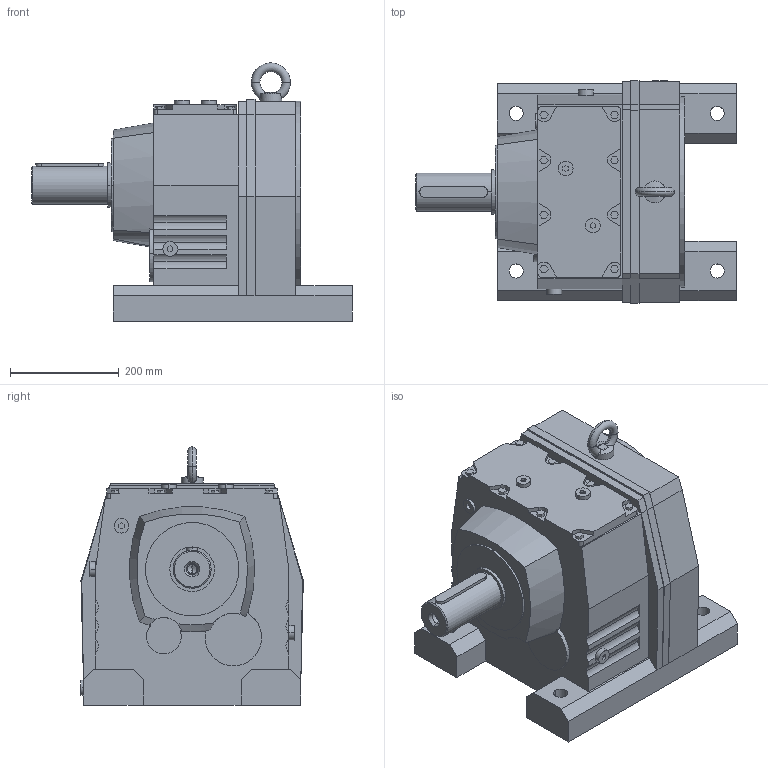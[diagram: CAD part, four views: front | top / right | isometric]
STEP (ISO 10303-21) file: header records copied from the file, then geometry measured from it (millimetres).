
FILE_DESCRIPTION(('STEP AP214'),'1');
FILE_NAME('cctmp_8D4DD569-5D54-419C-89C9-64628422827F_2021_8_24_15_31_16_397..stp','2021-08-24T13:31:16',('SEW-EURODRIVE GmbH & Co KG'),('CADClick - www.CADClick.com'),'Spatial InterOp 3D postprocessed',' ','unknown authorization');
FILE_SCHEMA(('AUTOMOTIVE_DESIGN'));
Length unit declared in the file: millimetre
Products named in the file (1): 2021_08_24__15-31-16-397
Bounding box: 590 x 409.5 x 475 mm (x, y, z)
Volume: 44046461.9 mm3; surface area: 993714.8 mm2
Topology: 1 solids, 3 shells, 357 faces, 909 edges, 584 vertices
Faces by surface type: plane 250, cylinder 84, cone 15, torus 8
Entity records: 12256 total; most frequent: CARTESIAN_POINT 2402, ORIENTED_EDGE 1814, DIRECTION 1796, EDGE_CURVE 907, LINE 676, VECTOR 676, VERTEX_POINT 584, AXIS2_PLACEMENT_3D 560
